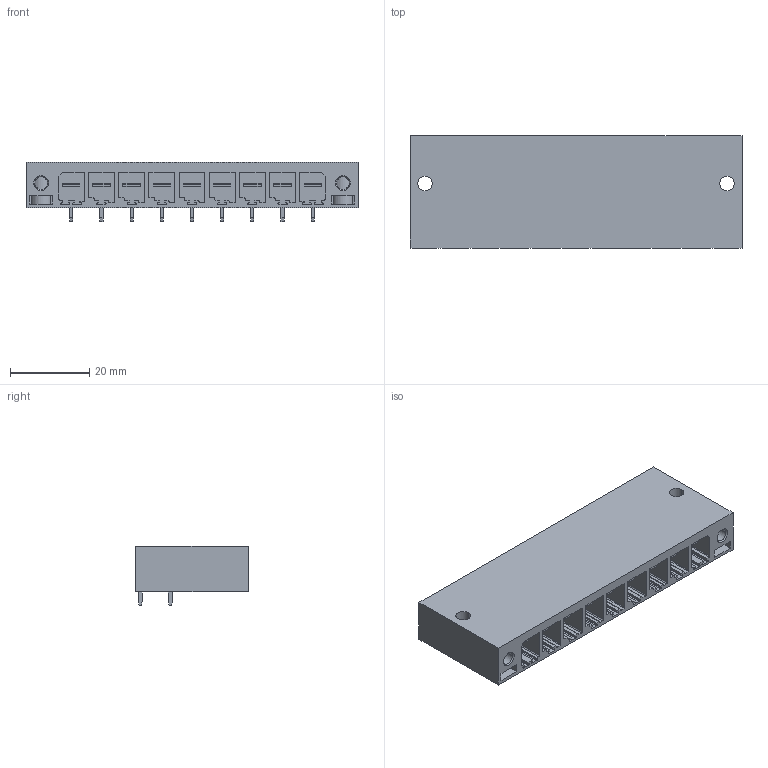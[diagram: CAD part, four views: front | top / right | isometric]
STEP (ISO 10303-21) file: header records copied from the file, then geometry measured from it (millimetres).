
FILE_DESCRIPTION(('CATIA V5 STEP Exchange','CAx-IF Rec.Pracs.--- Model Styling and Organization---1.2---2011-12-15'),'2;1');
FILE_NAME ('D1459449_0_1931440000_1931440000.stp','2018-11-29T07:53:31+00:00',('none'),('Weidmueller'),'CATIA Version 5-6 Release 2014','CATIA V5 STEP AP214','none');
FILE_SCHEMA(('AUTOMOTIVE_DESIGN { 1 0 10303 214 1 1 1 1 }'));
Length unit declared in the file: millimetre
Products named in the file (1): 1931440000
Bounding box: 83.82 x 28.3 x 14.9 mm (x, y, z)
Volume: 18795.9 mm3; surface area: 16919.1 mm2
Topology: 10 solids, 10 shells, 700 faces, 1990 edges, 1314 vertices
Faces by surface type: plane 554, cylinder 142, cone 4
Entity records: 20747 total; most frequent: ORIENTED_EDGE 3980, CARTESIAN_POINT 3673, DIRECTION 2726, EDGE_CURVE 1990, VECTOR 1702, LINE 1702, VERTEX_POINT 1314, EDGE_LOOP 734
